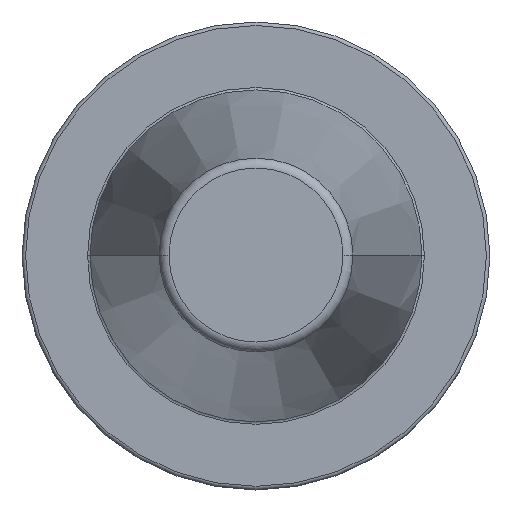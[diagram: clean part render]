
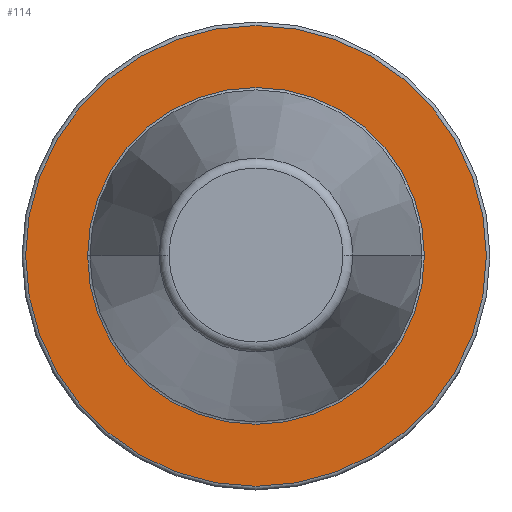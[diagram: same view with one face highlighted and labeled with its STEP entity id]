
A CAD part, top view. The second image highlights one B-rep face of the part: STEP entity #114.
In plain terms, the highlighted planar face has unit normal (0, 0, 1).
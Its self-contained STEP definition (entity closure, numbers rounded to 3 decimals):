
#38=PLANE('',#571);
#47=FACE_BOUND('',#191,.T.);
#48=FACE_BOUND('',#192,.T.);
#114=ADVANCED_FACE('',(#47,#48),#38,.F.);
#191=EDGE_LOOP('',(#283));
#192=EDGE_LOOP('',(#284,#285));
#283=ORIENTED_EDGE('',*,*,#421,.T.);
#284=ORIENTED_EDGE('',*,*,#370,.T.);
#285=ORIENTED_EDGE('',*,*,#372,.T.);
#331=VERTEX_POINT('',#785);
#334=VERTEX_POINT('',#790);
#366=VERTEX_POINT('',#894);
#370=EDGE_CURVE('',#331,#334,#433,.T.);
#372=EDGE_CURVE('',#334,#331,#435,.T.);
#421=EDGE_CURVE('',#366,#366,#469,.T.);
#433=CIRCLE('',#514,35.425);
#435=CIRCLE('',#517,35.425);
#469=CIRCLE('',#570,48.46);
#514=AXIS2_PLACEMENT_3D('',#791,#606,#607);
#517=AXIS2_PLACEMENT_3D('',#794,#612,#613);
#570=AXIS2_PLACEMENT_3D('',#893,#733,#734);
#571=AXIS2_PLACEMENT_3D('',#895,#735,#736);
#606=DIRECTION('',(0.,0.,-1.));
#607=DIRECTION('',(-1.,0.,0.));
#612=DIRECTION('',(0.,0.,-1.));
#613=DIRECTION('',(-1.,0.,0.));
#733=DIRECTION('',(0.,0.,1.));
#734=DIRECTION('',(-1.,0.,0.));
#735=DIRECTION('',(0.,0.,-1.));
#736=DIRECTION('',(1.,0.,0.));
#785=CARTESIAN_POINT('',(-35.425,0.,-3.2));
#790=CARTESIAN_POINT('',(35.425,0.,-3.2));
#791=CARTESIAN_POINT('',(0.,0.,-3.2));
#794=CARTESIAN_POINT('',(0.,0.,-3.2));
#893=CARTESIAN_POINT('',(0.,0.,-3.2));
#894=CARTESIAN_POINT('',(-48.46,0.,-3.2));
#895=CARTESIAN_POINT('',(0.,35.425,-3.2));
